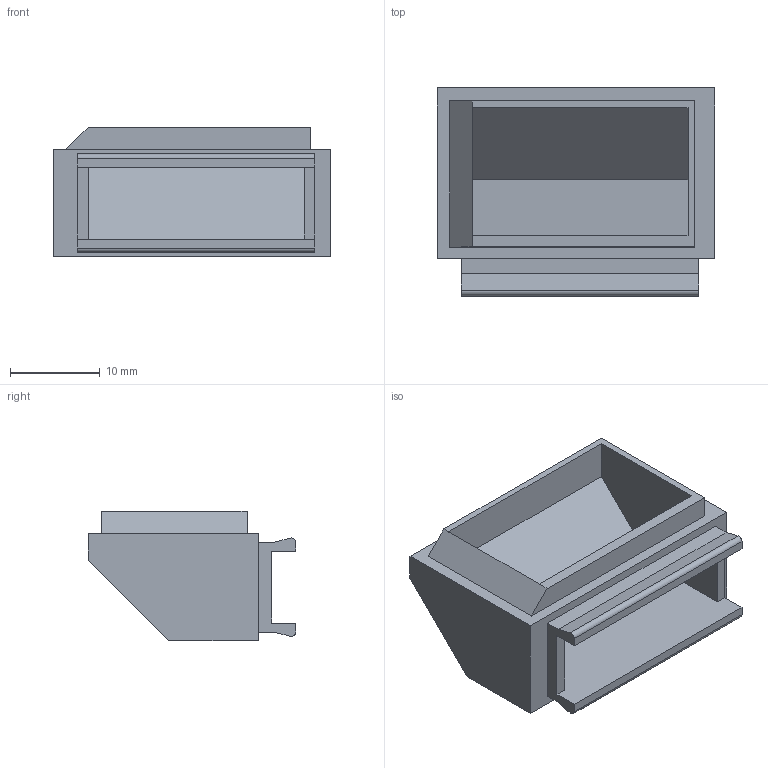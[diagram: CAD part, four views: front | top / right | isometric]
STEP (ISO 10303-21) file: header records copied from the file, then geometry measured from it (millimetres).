
FILE_DESCRIPTION (( 'STEP AP214' ), '1' );
FILE_NAME ('4020 Blower Fan Funnel.STEP', '2024-03-15T23:28:31', ( '' ), ( '' ), 'SwSTEP 2.0', 'SolidWorks 2024', '' );
FILE_SCHEMA (( 'AUTOMOTIVE_DESIGN' ));
Length unit declared in the file: millimetre
Products named in the file (1): 4020 Blower Fan Funnel
Bounding box: 31 x 23.2 x 14.5 mm (x, y, z)
Volume: 3134.9 mm3; surface area: 3389.2 mm2
Topology: 1 solids, 1 shells, 33 faces, 91 edges, 60 vertices
Faces by surface type: plane 29, cylinder 4
Entity records: 1064 total; most frequent: CARTESIAN_POINT 185, ORIENTED_EDGE 182, DIRECTION 167, EDGE_CURVE 91, LINE 83, VECTOR 83, VERTEX_POINT 60, AXIS2_PLACEMENT_3D 42
